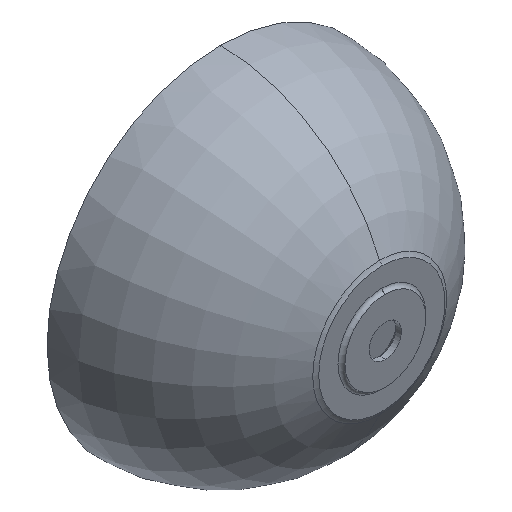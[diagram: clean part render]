
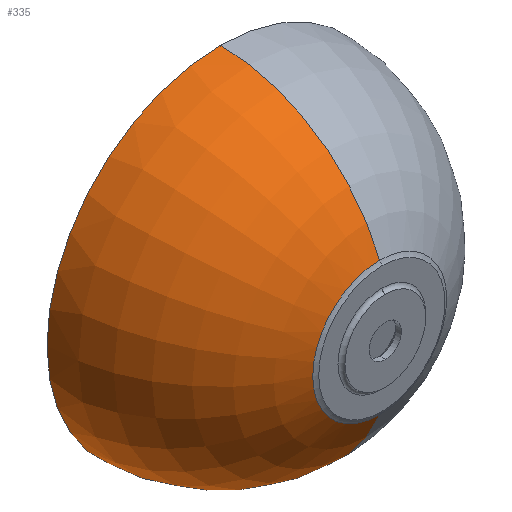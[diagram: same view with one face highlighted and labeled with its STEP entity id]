
A CAD part, isometric view. The second image highlights one B-rep face of the part: STEP entity #335.
In plain terms, the highlighted toroidal (fillet/blend) face has major radius 1.971 mm and minor radius 245.529 mm.
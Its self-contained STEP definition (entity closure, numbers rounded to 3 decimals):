
#1 = DIRECTION ( 'NONE',  ( -1., 0., 0. ) ) ;
#7 = ORIENTED_EDGE ( 'NONE', *, *, #193, .F. ) ;
#30 = ORIENTED_EDGE ( 'NONE', *, *, #313, .T. ) ;
#33 = ORIENTED_EDGE ( 'NONE', *, *, #420, .F. ) ;
#48 = VERTEX_POINT ( 'NONE', #355 ) ;
#52 = VERTEX_POINT ( 'NONE', #147 ) ;
#77 = AXIS2_PLACEMENT_3D ( 'NONE', #152, #422, #233 ) ;
#80 = VERTEX_POINT ( 'NONE', #461 ) ;
#94 = CIRCLE ( 'NONE', #441, 95.541 ) ;
#110 = CARTESIAN_POINT ( 'NONE',  ( 0., 235., 0. ) ) ;
#112 = DIRECTION ( 'NONE',  ( 0., 0., 1. ) ) ;
#134 = TOROIDAL_SURFACE ( 'NONE', #155, 1.971, 245.529 ) ;
#140 = VERTEX_POINT ( 'NONE', #257 ) ;
#147 = CARTESIAN_POINT ( 'NONE',  ( 0., 8., 95.541 ) ) ;
#148 = CARTESIAN_POINT ( 'NONE',  ( 0., 235., 0. ) ) ;
#152 = CARTESIAN_POINT ( 'NONE',  ( 0., 235., 1.971 ) ) ;
#155 = AXIS2_PLACEMENT_3D ( 'NONE', #148, #194, #425 ) ;
#163 = EDGE_LOOP ( 'NONE', ( #33, #416, #30, #7 ) ) ;
#193 = EDGE_CURVE ( 'NONE', #52, #48, #94, .T. ) ;
#194 = DIRECTION ( 'NONE',  ( 0., -1., 0. ) ) ;
#198 = DIRECTION ( 'NONE',  ( 0., 0., -1. ) ) ;
#226 = DIRECTION ( 'NONE',  ( 0., 0., -1. ) ) ;
#233 = DIRECTION ( 'NONE',  ( 0., 0., -1. ) ) ;
#257 = CARTESIAN_POINT ( 'NONE',  ( 0., 235., -247.5 ) ) ;
#282 = CARTESIAN_POINT ( 'NONE',  ( 0., 8., 0. ) ) ;
#289 = CIRCLE ( 'NONE', #472, 245.529 ) ;
#292 = EDGE_CURVE ( 'NONE', #80, #140, #303, .T. ) ;
#303 = CIRCLE ( 'NONE', #357, 247.5 ) ;
#313 = EDGE_CURVE ( 'NONE', #140, #48, #289, .T. ) ;
#335 = ADVANCED_FACE ( 'NONE', ( #436 ), #134, .T. ) ;
#350 = CIRCLE ( 'NONE', #77, 245.529 ) ;
#355 = CARTESIAN_POINT ( 'NONE',  ( 0., 8., -95.541 ) ) ;
#357 = AXIS2_PLACEMENT_3D ( 'NONE', #110, #402, #226 ) ;
#402 = DIRECTION ( 'NONE',  ( 0., -1., 0. ) ) ;
#416 = ORIENTED_EDGE ( 'NONE', *, *, #292, .T. ) ;
#420 = EDGE_CURVE ( 'NONE', #80, #52, #350, .T. ) ;
#422 = DIRECTION ( 'NONE',  ( 1., 0., 0. ) ) ;
#425 = DIRECTION ( 'NONE',  ( 0., 0., -1. ) ) ;
#436 = FACE_OUTER_BOUND ( 'NONE', #163, .T. ) ;
#441 = AXIS2_PLACEMENT_3D ( 'NONE', #282, #459, #198 ) ;
#449 = CARTESIAN_POINT ( 'NONE',  ( 0., 235., -1.971 ) ) ;
#459 = DIRECTION ( 'NONE',  ( 0., -1., 0. ) ) ;
#461 = CARTESIAN_POINT ( 'NONE',  ( 0., 235., 247.5 ) ) ;
#472 = AXIS2_PLACEMENT_3D ( 'NONE', #449, #1, #112 ) ;
